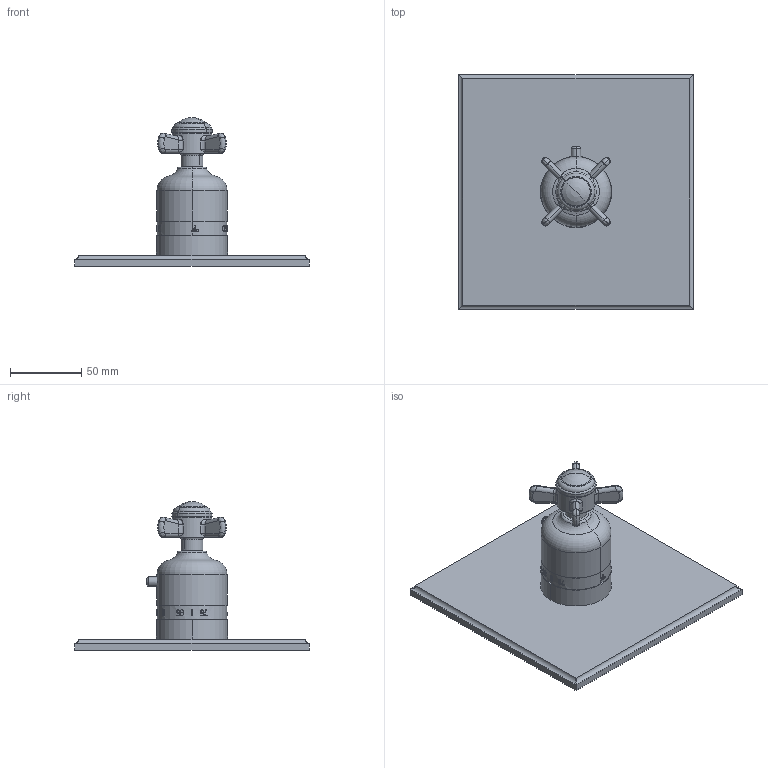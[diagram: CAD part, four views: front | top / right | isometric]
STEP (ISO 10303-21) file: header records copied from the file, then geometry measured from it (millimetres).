
FILE_DESCRIPTION((''),'2;1');
FILE_NAME('3-1004TS','2020-12-02T12:03:36',('jinson.thomas'),(''),'CREO PARAMETRIC BY PTC INC, 2018400','CREO PARAMETRIC BY PTC INC, 2018400','');
FILE_SCHEMA(('CONFIG_CONTROL_DESIGN'));
Length unit declared in the file: inch
Products named in the file (1): 3-1004TS
Bounding box: 165.1 x 165.1 x 104.62 mm (x, y, z)
Volume: 338010.4 mm3; surface area: 73196.6 mm2
Topology: 1 solids, 2 shells, 489 faces, 1308 edges, 841 vertices
Faces by surface type: plane 342, cylinder 61, bspline 44, torus 32, sphere 6, cone 4
Entity records: 18578 total; most frequent: CARTESIAN_POINT 7292, ORIENTED_EDGE 2604, DIRECTION 1984, EDGE_CURVE 1302, VERTEX_POINT 841, AXIS2_PLACEMENT_3D 741, EDGE_LOOP 513, B_SPLINE_CURVE_WITH_KNOTS 504
